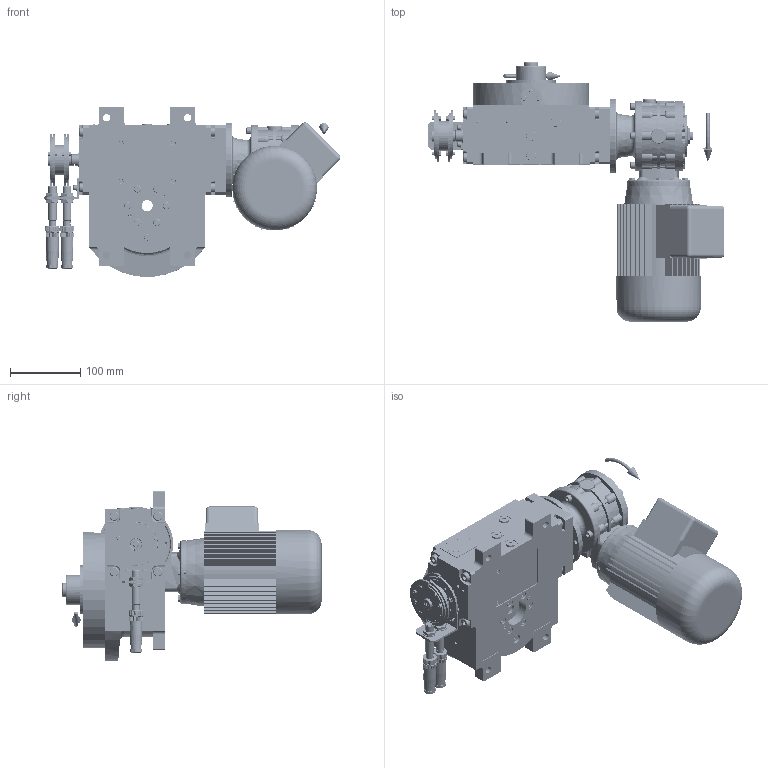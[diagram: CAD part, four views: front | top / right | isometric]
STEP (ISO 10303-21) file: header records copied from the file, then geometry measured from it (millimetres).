
FILE_DESCRIPTION (( 'STEP AP203' ), '1' );
FILE_NAME ('PC5201986.step', '2026-03-26T14:24:27', ( '' ), ( '' ), 'SwSTEP 2.0', 'SolidWorks 2020', '' );
FILE_SCHEMA (( 'CONFIG_CONTROL_DESIGN' ));
Length unit declared in the file: millimetre
Products named in the file (97): cfn2003_01_063; RMI40_F1_LCB_DX_63B14; cfn2000_01_129; freccia_angolare_albero; RIG04_005_ASM.stp; cfn2151_01_162; AS_rig04_004_s_001; 900_38_30_003; AS_rig04_014; cfn2000_01_147; CFN2010_02_002.stp; rig04_002_bl_004; cfn2055_01_002; 900_00_00_005; cfn2476_01_001_48x38; rig04_003_8; AS_900_00_00_005; rig04_007_master; cfn2128_04_011; rig04_014; cfn2070_05_001; cfn2276_01_065; AS_cfn2476_01_001_48x38; cfn2155_01_038; 900_38_10_028; cfn2000_01_151; rig04_004_s_002; RIG04_005_AF0.stp; rig04_071_8_m.stp; olio_agip_blasia_150; AS_rig04_071_8_m; cfn2104_01_002; AS_rig04_015; cfn2115_02_182; AS_cfn2400_04_024; CFN2104_02_017.stp; CFN2155_01_007.stp; cfn2401_02_005; cfn2115_02_194; cfn2115_02_213 ...
Assembly tree (93 placements, depth 5):
  cfn2151_01_162
  rig04_007_master
  cfn2276_01_065
  olio_agip_blasia_150
  cfn2115_02_213
Bounding box: 421.37 x 368 x 240.83 mm (x, y, z)
Volume: 4132190 mm3; surface area: 818153.7 mm2
Topology: 93 solids, 93 shells, 6307 faces, 15979 edges, 10150 vertices
Faces by surface type: plane 2980, cylinder 2123, cone 1019, torus 157, bspline 18, sphere 10
Entity records: 175836 total; most frequent: CARTESIAN_POINT 41504, DIRECTION 26266, ORIENTED_EDGE 25680, EDGE_CURVE 12840, AXIS2_PLACEMENT_3D 9610, VERTEX_POINT 8240, VECTOR 7046, LINE 7046
